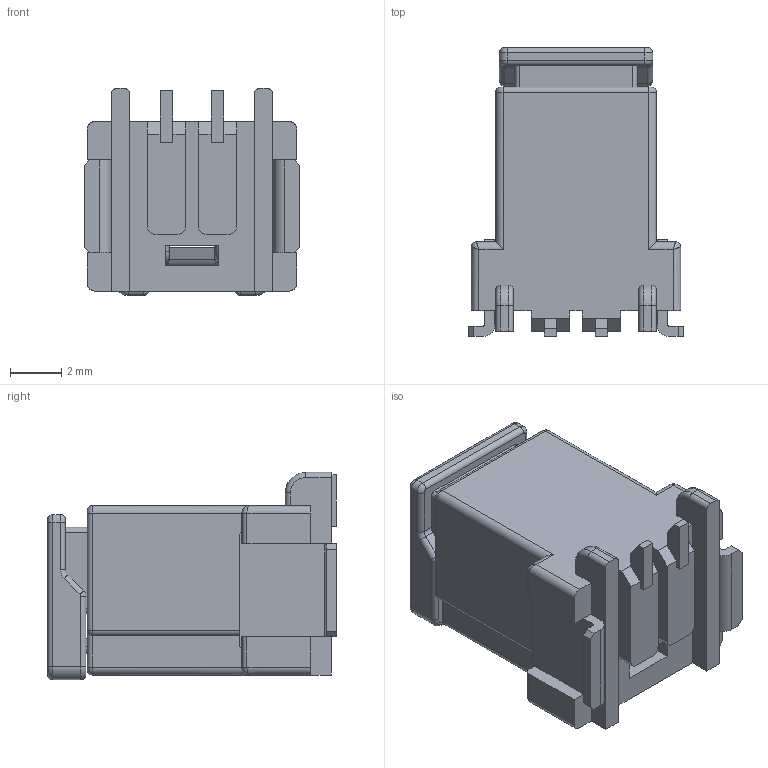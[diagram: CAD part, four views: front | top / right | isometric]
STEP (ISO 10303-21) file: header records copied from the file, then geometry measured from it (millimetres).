
FILE_DESCRIPTION (( 'STEP AP214' ), '1' );
FILE_NAME ('C_020 S SMT 2P V.STEP', '2021-02-17T02:10:18', ( '' ), ( '' ), 'SwSTEP 2.0', 'SolidWorks 2020', '' );
FILE_SCHEMA (( 'AUTOMOTIVE_DESIGN' ));
Length unit declared in the file: millimetre
Products named in the file (1): C_020 S SMT 2P V
Bounding box: 8.39 x 11.3 x 8.11 mm (x, y, z)
Volume: 412.8 mm3; surface area: 894.9 mm2
Topology: 2 solids, 2 shells, 540 faces, 1376 edges, 814 vertices
Faces by surface type: plane 239, cylinder 192, torus 63, bspline 36, sphere 10
Entity records: 23006 total; most frequent: CARTESIAN_POINT 4329, ORIENTED_EDGE 2688, DIRECTION 2635, EDGE_CURVE 1344, AXIS2_PLACEMENT_3D 884, VECTOR 867, LINE 867, VERTEX_POINT 814
